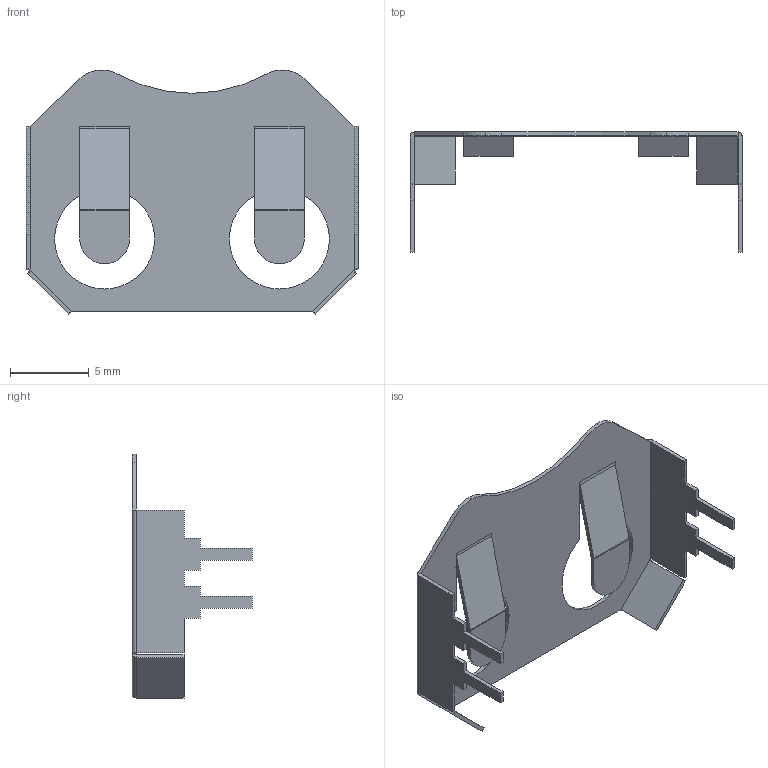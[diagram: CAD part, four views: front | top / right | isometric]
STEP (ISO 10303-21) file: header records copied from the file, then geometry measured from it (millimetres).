
FILE_DESCRIPTION(('CAx-IF Rec.Pracs.---Model Styling and Organization---1.5---2016-08-15','CAx-IF Rec.Pracs.---Geometric and Assembly Validation Properties---4.4---2016-08-17','CAx-IF Rec.Pracs.---User Defined Attributes---1.5---2016-08-15','CAx-IF Rec.Pracs.---External References---2.1---2005-01-19'),'2;1');
FILE_NAME('17958015.step','2024-07-30T14:55:21',('Unspecified'),('Unspecified'),'CAD Exchanger 3.10.2 (cadexchanger.com)','Unspecified','');
FILE_SCHEMA(('AUTOMOTIVE_DESIGN { 1 0 10303 214 1 1 1 1 }'));
Length unit declared in the file: millimetre
Products named in the file (1): BAT-HLD-001-THM
Bounding box: 21.08 x 7.62 x 15.49 mm (x, y, z)
Volume: 88.8 mm3; surface area: 753.9 mm2
Topology: 1 solids, 1 shells, 113 faces, 302 edges, 192 vertices
Faces by surface type: plane 90, cylinder 19, bspline 4
Entity records: 3565 total; most frequent: CARTESIAN_POINT 720, ORIENTED_EDGE 604, DIRECTION 552, EDGE_CURVE 302, LINE 264, VECTOR 264, VERTEX_POINT 192, AXIS2_PLACEMENT_3D 144
